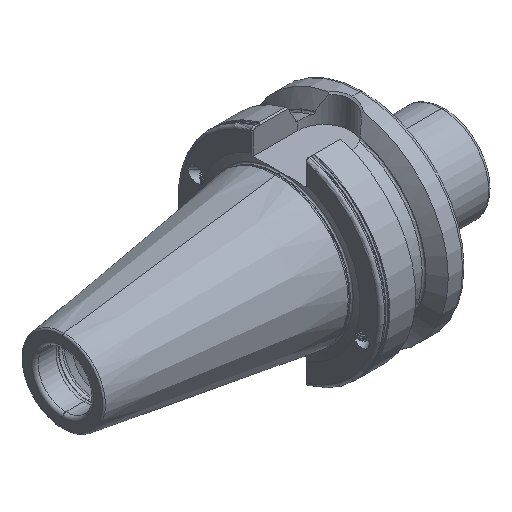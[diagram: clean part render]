
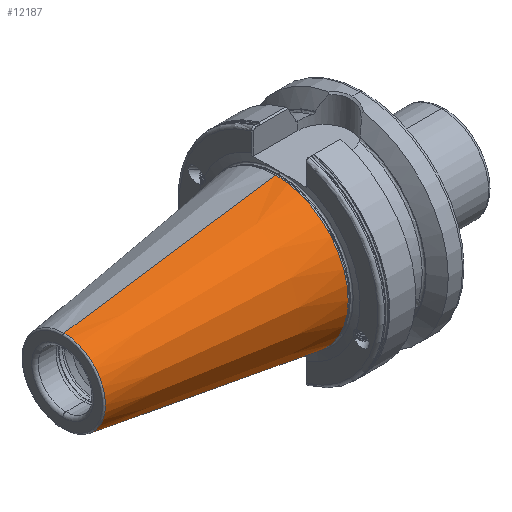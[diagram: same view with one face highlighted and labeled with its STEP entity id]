
A CAD part, isometric view. The second image highlights one B-rep face of the part: STEP entity #12187.
In plain terms, the highlighted conical face has half-angle 8.297 degrees and reference radius 22.24 mm.
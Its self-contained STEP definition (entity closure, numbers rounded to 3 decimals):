
#97 = CARTESIAN_POINT ( 'NONE',  ( -0.9, 0., -22.24 ) ) ;
#105 = DIRECTION ( 'NONE',  ( 0.99, 0., -0.144 ) ) ;
#277 = CARTESIAN_POINT ( 'NONE',  ( -0.9, 0., 22.24 ) ) ;
#279 = DIRECTION ( 'NONE',  ( 0.99, 0., 0.144 ) ) ;
#1293 = ORIENTED_EDGE ( 'NONE', *, *, #3023, .F. ) ;
#1334 = ORIENTED_EDGE ( 'NONE', *, *, #2980, .T. ) ;
#1349 = ORIENTED_EDGE ( 'NONE', *, *, #3207, .T. ) ;
#1353 = ORIENTED_EDGE ( 'NONE', *, *, #3247, .F. ) ;
#1773 = VERTEX_POINT ( 'NONE', #5296 ) ;
#1774 = VERTEX_POINT ( 'NONE', #5290 ) ;
#1788 = VERTEX_POINT ( 'NONE', #5337 ) ;
#1844 = VERTEX_POINT ( 'NONE', #5357 ) ;
#2596 = EDGE_LOOP ( 'NONE', ( #1353, #1334, #1349, #1293 ) ) ;
#2980 = EDGE_CURVE ( 'NONE', #1774, #1773, #13840, .T. ) ;
#3023 = EDGE_CURVE ( 'NONE', #1844, #1788, #11844, .T. ) ;
#3207 = EDGE_CURVE ( 'NONE', #1773, #1788, #4958, .T. ) ;
#3247 = EDGE_CURVE ( 'NONE', #1774, #1844, #4972, .T. ) ;
#3916 = DIRECTION ( 'NONE',  ( 0., 0., -1. ) ) ;
#3928 = DIRECTION ( 'NONE',  ( 1., 0., 0. ) ) ;
#3948 = CARTESIAN_POINT ( 'NONE',  ( -65.972, 0., 0. ) ) ;
#4146 = CARTESIAN_POINT ( 'NONE',  ( -0.9, 0., 0. ) ) ;
#4175 = DIRECTION ( 'NONE',  ( 0., 0., -1. ) ) ;
#4209 = DIRECTION ( 'NONE',  ( 1., 0., 0. ) ) ;
#4706 = FACE_OUTER_BOUND ( 'NONE', #2596, .T. ) ;
#4746 = CONICAL_SURFACE ( 'NONE', #5059, 22.24, 0.145 ) ;
#4921 = VECTOR ( 'NONE', #105, 1000. ) ;
#4958 = LINE ( 'NONE', #97, #4921 ) ;
#4972 = LINE ( 'NONE', #277, #4995 ) ;
#4995 = VECTOR ( 'NONE', #279, 1000. ) ;
#5059 = AXIS2_PLACEMENT_3D ( 'NONE', #6547, #6524, #6525 ) ;
#5290 = CARTESIAN_POINT ( 'NONE',  ( -65.972, 0., 12.75 ) ) ;
#5296 = CARTESIAN_POINT ( 'NONE',  ( -65.972, 0., -12.75 ) ) ;
#5337 = CARTESIAN_POINT ( 'NONE',  ( -0.9, 0., -22.24 ) ) ;
#5357 = CARTESIAN_POINT ( 'NONE',  ( -0.9, 0., 22.24 ) ) ;
#6524 = DIRECTION ( 'NONE',  ( 1., 0., 0. ) ) ;
#6525 = DIRECTION ( 'NONE',  ( 0., 0., -1. ) ) ;
#6547 = CARTESIAN_POINT ( 'NONE',  ( -0.9, 0., 0. ) ) ;
#11844 = CIRCLE ( 'NONE', #12046, 22.24 ) ;
#12038 = AXIS2_PLACEMENT_3D ( 'NONE', #3948, #3928, #3916 ) ;
#12046 = AXIS2_PLACEMENT_3D ( 'NONE', #4146, #4209, #4175 ) ;
#12187 = ADVANCED_FACE ( 'NONE', ( #4706 ), #4746, .T. ) ;
#13840 = CIRCLE ( 'NONE', #12038, 12.75 ) ;
